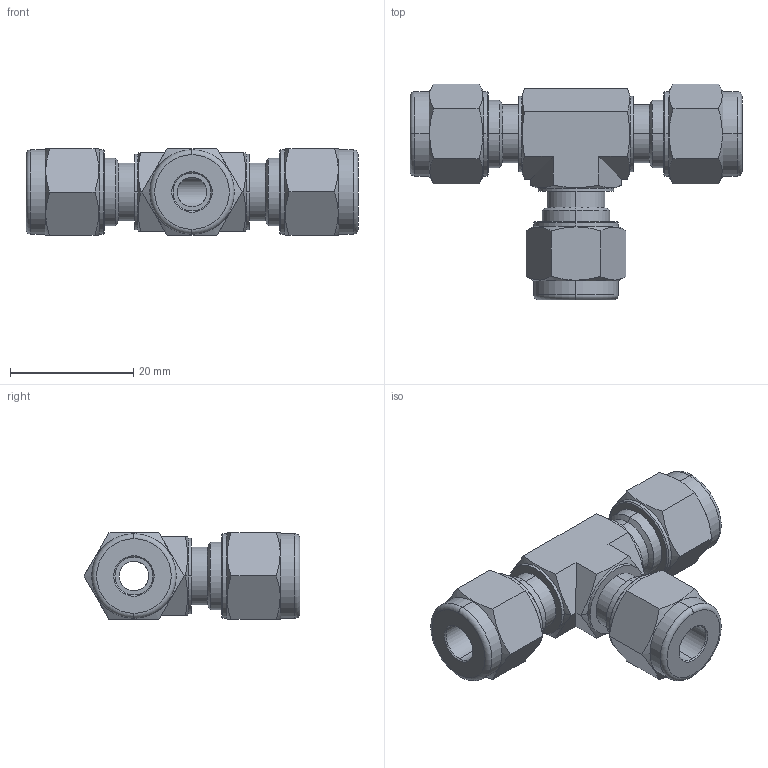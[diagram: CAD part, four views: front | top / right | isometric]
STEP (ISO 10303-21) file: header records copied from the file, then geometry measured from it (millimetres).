
FILE_DESCRIPTION (( 'STEP AP203' ), '1' );
FILE_NAME ('ST-6M.STEP', '2018-05-14T04:49:34', ( 'Registered User' ), ( 'Microsoft Corporation' ), 'SwSTEP 2.0', 'SolidWorks 2013', '' );
FILE_SCHEMA (( 'CONFIG_CONTROL_DESIGN' ));
Length unit declared in the file: millimetre
Products named in the file (1): ST-6M
Bounding box: 53.81 x 34.99 x 14 mm (x, y, z)
Volume: 8438.1 mm3; surface area: 5234.1 mm2
Topology: 1 solids, 1 shells, 125 faces, 285 edges, 170 vertices
Faces by surface type: plane 42, cylinder 41, cone 36, torus 6
Entity records: 3936 total; most frequent: CARTESIAN_POINT 1109, DIRECTION 571, ORIENTED_EDGE 570, EDGE_CURVE 285, AXIS2_PLACEMENT_3D 228, VERTEX_POINT 170, EDGE_LOOP 137, ADVANCED_FACE 125
